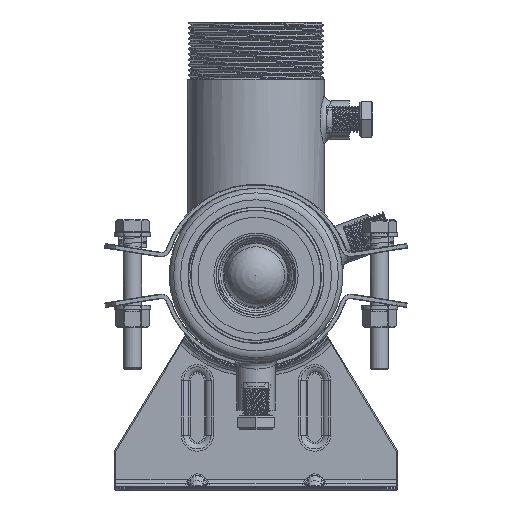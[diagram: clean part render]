
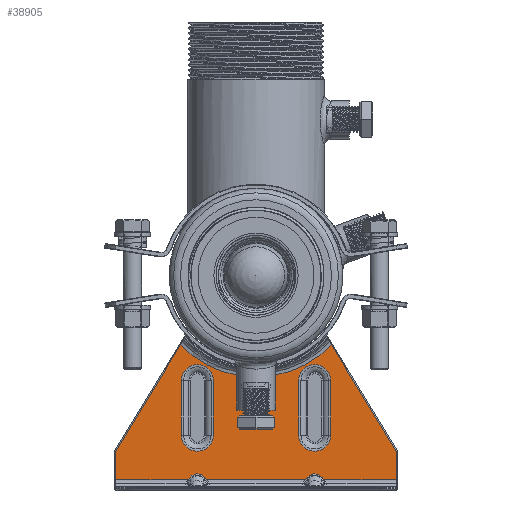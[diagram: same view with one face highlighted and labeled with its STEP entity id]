
A CAD part, left-side view. The second image highlights one B-rep face of the part: STEP entity #38905.
In plain terms, the highlighted face is planar.
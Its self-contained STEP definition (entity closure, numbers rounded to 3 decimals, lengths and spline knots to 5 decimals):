
#1187=ELLIPSE('',#41708,0.00707,0.005);
#1188=ELLIPSE('',#41709,0.00707,0.005);
#2471=LINE('',#89911,#3854);
#2472=LINE('',#89914,#3855);
#2473=LINE('',#89918,#3856);
#2474=LINE('',#89920,#3857);
#2475=LINE('',#89922,#3858);
#2476=LINE('',#89924,#3859);
#2477=LINE('',#89928,#3860);
#2478=LINE('',#89930,#3861);
#2479=LINE('',#89932,#3862);
#2480=LINE('',#89936,#3863);
#2481=LINE('',#89938,#3864);
#2482=LINE('',#89939,#3865);
#2483=LINE('',#89944,#3866);
#2484=LINE('',#89947,#3867);
#2485=LINE('',#89952,#3868);
#3854=VECTOR('',#47789,1.);
#3855=VECTOR('',#47790,1.);
#3856=VECTOR('',#47793,1.);
#3857=VECTOR('',#47794,1.);
#3858=VECTOR('',#47795,1.);
#3859=VECTOR('',#47796,1.);
#3860=VECTOR('',#47799,1.);
#3861=VECTOR('',#47800,1.);
#3862=VECTOR('',#47801,1.);
#3863=VECTOR('',#47804,1.);
#3864=VECTOR('',#47805,1.);
#3865=VECTOR('',#47806,1.);
#3866=VECTOR('',#47809,1.);
#3867=VECTOR('',#47812,1.);
#3868=VECTOR('',#47815,1.);
#5359=PLANE('',#41706);
#19442=ORIENTED_EDGE('',*,*,#25884,.T.);
#19443=ORIENTED_EDGE('',*,*,#25885,.T.);
#19444=ORIENTED_EDGE('',*,*,#25886,.T.);
#19445=ORIENTED_EDGE('',*,*,#25887,.T.);
#19446=ORIENTED_EDGE('',*,*,#25888,.T.);
#19447=ORIENTED_EDGE('',*,*,#25889,.T.);
#19448=ORIENTED_EDGE('',*,*,#25890,.T.);
#19449=ORIENTED_EDGE('',*,*,#25891,.T.);
#19450=ORIENTED_EDGE('',*,*,#25892,.T.);
#19451=ORIENTED_EDGE('',*,*,#25893,.T.);
#19452=ORIENTED_EDGE('',*,*,#25894,.T.);
#19453=ORIENTED_EDGE('',*,*,#25895,.T.);
#19454=ORIENTED_EDGE('',*,*,#25896,.T.);
#19455=ORIENTED_EDGE('',*,*,#25897,.T.);
#19456=ORIENTED_EDGE('',*,*,#25898,.T.);
#19457=ORIENTED_EDGE('',*,*,#25899,.T.);
#19458=ORIENTED_EDGE('',*,*,#25900,.T.);
#19459=ORIENTED_EDGE('',*,*,#25901,.T.);
#19460=ORIENTED_EDGE('',*,*,#25902,.T.);
#19461=ORIENTED_EDGE('',*,*,#25903,.T.);
#19462=ORIENTED_EDGE('',*,*,#25904,.T.);
#19463=ORIENTED_EDGE('',*,*,#25905,.T.);
#25884=EDGE_CURVE('',#30024,#30025,#2471,.T.);
#25885=EDGE_CURVE('',#30025,#30026,#2472,.T.);
#25886=EDGE_CURVE('',#30026,#30027,#30951,.F.);
#25887=EDGE_CURVE('',#30027,#30028,#2473,.F.);
#25888=EDGE_CURVE('',#30028,#30029,#2474,.F.);
#25889=EDGE_CURVE('',#30029,#30030,#2475,.T.);
#25890=EDGE_CURVE('',#30030,#30031,#2476,.T.);
#25891=EDGE_CURVE('',#30031,#30032,#1187,.F.);
#25892=EDGE_CURVE('',#30032,#30033,#2477,.T.);
#25893=EDGE_CURVE('',#30033,#30034,#2478,.T.);
#25894=EDGE_CURVE('',#30034,#30035,#2479,.F.);
#25895=EDGE_CURVE('',#30035,#30036,#1188,.F.);
#25896=EDGE_CURVE('',#30036,#30037,#2480,.F.);
#25897=EDGE_CURVE('',#30037,#30024,#2481,.T.);
#25898=EDGE_CURVE('',#30038,#30039,#2482,.F.);
#25899=EDGE_CURVE('',#30039,#30040,#30952,.F.);
#25900=EDGE_CURVE('',#30040,#30041,#2483,.T.);
#25901=EDGE_CURVE('',#30041,#30038,#30953,.F.);
#25902=EDGE_CURVE('',#30042,#30043,#2484,.F.);
#25903=EDGE_CURVE('',#30043,#30044,#30954,.F.);
#25904=EDGE_CURVE('',#30044,#30045,#2485,.T.);
#25905=EDGE_CURVE('',#30045,#30042,#30955,.F.);
#30024=VERTEX_POINT('',#89912);
#30025=VERTEX_POINT('',#89913);
#30026=VERTEX_POINT('',#89915);
#30027=VERTEX_POINT('',#89917);
#30028=VERTEX_POINT('',#89919);
#30029=VERTEX_POINT('',#89921);
#30030=VERTEX_POINT('',#89923);
#30031=VERTEX_POINT('',#89925);
#30032=VERTEX_POINT('',#89927);
#30033=VERTEX_POINT('',#89929);
#30034=VERTEX_POINT('',#89931);
#30035=VERTEX_POINT('',#89933);
#30036=VERTEX_POINT('',#89935);
#30037=VERTEX_POINT('',#89937);
#30038=VERTEX_POINT('',#89940);
#30039=VERTEX_POINT('',#89941);
#30040=VERTEX_POINT('',#89943);
#30041=VERTEX_POINT('',#89945);
#30042=VERTEX_POINT('',#89948);
#30043=VERTEX_POINT('',#89949);
#30044=VERTEX_POINT('',#89951);
#30045=VERTEX_POINT('',#89953);
#30951=CIRCLE('',#41707,0.04584);
#30952=CIRCLE('',#41710,0.007);
#30953=CIRCLE('',#41711,0.007);
#30954=CIRCLE('',#41712,0.007);
#30955=CIRCLE('',#41713,0.007);
#33525=EDGE_LOOP('',(#19442,#19443,#19444,#19445,#19446,#19447,#19448,#19449,
#19450,#19451,#19452,#19453,#19454,#19455));
#33526=EDGE_LOOP('',(#19456,#19457,#19458,#19459));
#33527=EDGE_LOOP('',(#19460,#19461,#19462,#19463));
#36155=FACE_BOUND('',#33525,.T.);
#36156=FACE_BOUND('',#33526,.T.);
#36157=FACE_BOUND('',#33527,.T.);
#38905=ADVANCED_FACE('',(#36155,#36156,#36157),#5359,.T.);
#41706=AXIS2_PLACEMENT_3D('',#89910,#47787,#47788);
#41707=AXIS2_PLACEMENT_3D('',#89916,#47791,#47792);
#41708=AXIS2_PLACEMENT_3D('',#89926,#47797,#47798);
#41709=AXIS2_PLACEMENT_3D('',#89934,#47802,#47803);
#41710=AXIS2_PLACEMENT_3D('',#89942,#47807,#47808);
#41711=AXIS2_PLACEMENT_3D('',#89946,#47810,#47811);
#41712=AXIS2_PLACEMENT_3D('',#89950,#47813,#47814);
#41713=AXIS2_PLACEMENT_3D('',#89954,#47816,#47817);
#47787=DIRECTION('',(0.,-1.,0.));
#47788=DIRECTION('',(1.,0.,0.));
#47789=DIRECTION('',(0.,0.,1.));
#47790=DIRECTION('',(-0.52,0.,0.854));
#47791=DIRECTION('',(0.,-1.,0.));
#47792=DIRECTION('',(0.,0.,-1.));
#47793=DIRECTION('',(0.52,0.,0.854));
#47794=DIRECTION('',(0.,0.,1.));
#47795=DIRECTION('',(1.,0.,0.));
#47796=DIRECTION('',(0.577,0.,0.816));
#47797=DIRECTION('',(0.,-1.,0.));
#47798=DIRECTION('',(0.,0.,-1.));
#47799=DIRECTION('',(0.577,0.,-0.816));
#47800=DIRECTION('',(1.,0.,0.));
#47801=DIRECTION('',(-0.577,0.,-0.816));
#47802=DIRECTION('',(0.,-1.,0.));
#47803=DIRECTION('',(0.,0.,-1.));
#47804=DIRECTION('',(-0.577,0.,0.816));
#47805=DIRECTION('',(1.,0.,0.));
#47806=DIRECTION('',(0.,0.,-1.));
#47807=DIRECTION('',(0.,-1.,0.));
#47808=DIRECTION('',(0.,0.,-1.));
#47809=DIRECTION('',(0.,0.,-1.));
#47810=DIRECTION('',(0.,-1.,0.));
#47811=DIRECTION('',(0.,0.,-1.));
#47812=DIRECTION('',(0.,0.,-1.));
#47813=DIRECTION('',(0.,-1.,0.));
#47814=DIRECTION('',(0.,0.,-1.));
#47815=DIRECTION('',(0.,0.,-1.));
#47816=DIRECTION('',(0.,-1.,0.));
#47817=DIRECTION('',(0.,0.,-1.));
#89910=CARTESIAN_POINT('',(0.00007,-0.0015,0.05347));
#89911=CARTESIAN_POINT('',(0.0615,-0.0015,0.01702));
#89912=CARTESIAN_POINT('',(0.0615,-0.0015,0.0045));
#89913=CARTESIAN_POINT('',(0.0615,-0.0015,0.01688));
#89914=CARTESIAN_POINT('',(0.03301,-0.0015,0.06372));
#89915=CARTESIAN_POINT('',(0.03308,-0.0015,0.0636));
#89916=CARTESIAN_POINT('',(0.,-0.0015,0.09534));
#89917=CARTESIAN_POINT('',(-0.03308,-0.0015,0.0636));
#89918=CARTESIAN_POINT('',(-0.02862,-0.0015,0.07093));
#89919=CARTESIAN_POINT('',(-0.0615,-0.0015,0.01688));
#89920=CARTESIAN_POINT('',(-0.0615,-0.0015,0.05347));
#89921=CARTESIAN_POINT('',(-0.0615,-0.0015,0.0045));
#89922=CARTESIAN_POINT('',(0.00007,-0.0015,0.0045));
#89923=CARTESIAN_POINT('',(-0.02965,-0.0015,0.0045));
#89924=CARTESIAN_POINT('',(-0.02902,-0.0015,0.00539));
#89925=CARTESIAN_POINT('',(-0.02925,-0.0015,0.00506));
#89926=CARTESIAN_POINT('',(-0.02572,-0.0015,0.00006));
#89927=CARTESIAN_POINT('',(-0.02218,-0.0015,0.00506));
#89928=CARTESIAN_POINT('',(-0.0199,-0.0015,0.00183));
#89929=CARTESIAN_POINT('',(-0.02179,-0.0015,0.0045));
#89930=CARTESIAN_POINT('',(0.00007,-0.0015,0.0045));
#89931=CARTESIAN_POINT('',(0.02179,-0.0015,0.0045));
#89932=CARTESIAN_POINT('',(0.03764,-0.0015,0.02691));
#89933=CARTESIAN_POINT('',(0.02218,-0.0015,0.00506));
#89934=CARTESIAN_POINT('',(0.02572,-0.0015,0.00006));
#89935=CARTESIAN_POINT('',(0.02925,-0.0015,0.00506));
#89936=CARTESIAN_POINT('',(-0.0033,-0.0015,0.05109));
#89937=CARTESIAN_POINT('',(0.02965,-0.0015,0.0045));
#89938=CARTESIAN_POINT('',(0.00007,-0.0015,0.0045));
#89939=CARTESIAN_POINT('',(0.01872,-0.0015,0.04799));
#89940=CARTESIAN_POINT('',(0.01872,-0.0015,0.02399));
#89941=CARTESIAN_POINT('',(0.01872,-0.0015,0.04799));
#89942=CARTESIAN_POINT('',(0.02572,-0.0015,0.04799));
#89943=CARTESIAN_POINT('',(0.03272,-0.0015,0.04799));
#89944=CARTESIAN_POINT('',(0.03272,-0.0015,0.05347));
#89945=CARTESIAN_POINT('',(0.03272,-0.0015,0.02399));
#89946=CARTESIAN_POINT('',(0.02572,-0.0015,0.02399));
#89947=CARTESIAN_POINT('',(-0.03272,-0.0015,0.04799));
#89948=CARTESIAN_POINT('',(-0.03272,-0.0015,0.02399));
#89949=CARTESIAN_POINT('',(-0.03272,-0.0015,0.04799));
#89950=CARTESIAN_POINT('',(-0.02572,-0.0015,0.04799));
#89951=CARTESIAN_POINT('',(-0.01872,-0.0015,0.04799));
#89952=CARTESIAN_POINT('',(-0.01872,-0.0015,0.05347));
#89953=CARTESIAN_POINT('',(-0.01872,-0.0015,0.02399));
#89954=CARTESIAN_POINT('',(-0.02572,-0.0015,0.02399));
